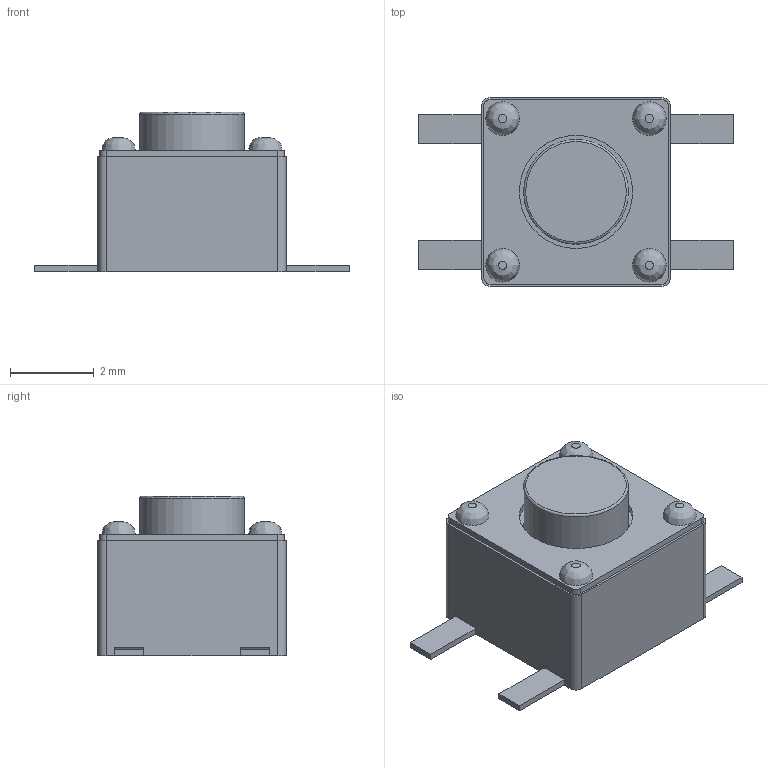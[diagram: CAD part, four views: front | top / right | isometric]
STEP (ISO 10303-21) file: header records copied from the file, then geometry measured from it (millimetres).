
FILE_DESCRIPTION( ( 'Unknown' ), '1' );
FILE_NAME( '430181038816.stp', 'Unknown', ( 'WJelisarow' ), ( 'Würth Elektronik eiSos' ), 'PSStep 14.0', 'Unknown', ' ' );
FILE_SCHEMA( ( 'AUTOMOTIVE_DESIGN { 1 0 10303 214 1 1 1 1 }' ) );
Length unit declared in the file: millimetre
Products named in the file (6): Assem1; housing; pins
Assembly tree (5 placements, depth 2):
  Assem1
    housing
    pins
    pins
    pins
    pins
Bounding box: 7.5 x 4.5 x 3.8 mm (x, y, z)
Volume: 62.6 mm3; surface area: 122.8 mm2
Topology: 5 solids, 5 shells, 83 faces, 195 edges, 131 vertices
Faces by surface type: plane 63, cylinder 15, bspline 4, torus 1
Full cylindrical faces by diameter (mm): 2.5 x1, 2.7 x1, 3 x1
Entity records: 1752 total; most frequent: ORIENTED_EDGE 350, CARTESIAN_POINT 251, EDGE_CURVE 175, LINE 132, VERTEX_POINT 111, EDGE_LOOP 100, AXIS2_PLACEMENT_3D 98, FACE_OUTER_BOUND 91
